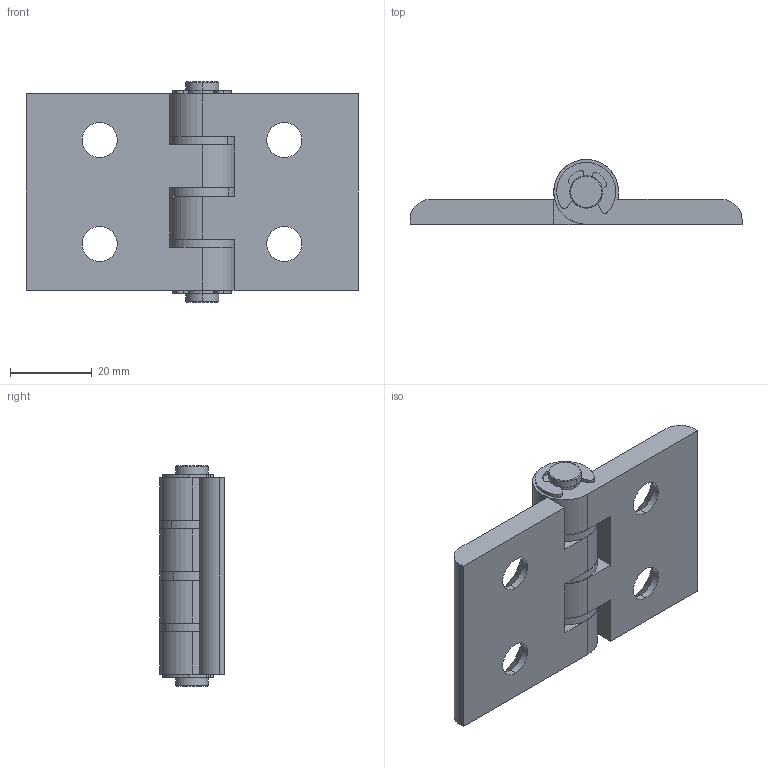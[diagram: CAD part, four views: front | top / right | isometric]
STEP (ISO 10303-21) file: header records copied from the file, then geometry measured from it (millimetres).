
FILE_DESCRIPTION (( 'STEP AP214' ), '1' );
FILE_NAME ('A341 Ïåòëÿ àëþìèíèåâàÿ 40x50.STEP', '2019-05-17T13:35:56', ( 'Ïîëüçîâàòåëü Windows' ), ( '' ), 'SwSTEP 2.0', 'SolidWorks 2018', '' );
FILE_SCHEMA (( 'AUTOMOTIVE_DESIGN' ));
Length unit declared in the file: millimetre
Products named in the file (6): Îñíîâàíèå ïåòëè_30; 砑僔蠂縺_00; Ïðîêëàäêà ïåòëè_00; Îñíîâàíèå ïåòëè_35; 栺歑緪薤 櫇襛醂00; A341 Ïåòëÿ àëþìèíèåâàÿ 40x50
Assembly tree (8 placements, depth 2):
  A341 Ïåòëÿ àëþìèíèåâàÿ 40x50
    Îñíîâàíèå ïåòëè_30
    栺歑緪薤 櫇襛醂00
    砑僔蠂縺_00  x2
    Îñíîâàíèå ïåòëè_35
    Ïðîêëàäêà ïåòëè_00  x3
Bounding box: 81.15 x 15.85 x 53.8 mm (x, y, z)
Volume: 25985.1 mm3; surface area: 15161.9 mm2
Topology: 8 solids, 8 shells, 152 faces, 390 edges, 256 vertices
Faces by surface type: cylinder 82, plane 46, cone 12, bspline 12
Entity records: 3663 total; most frequent: CARTESIAN_POINT 659, DIRECTION 621, ORIENTED_EDGE 558, EDGE_CURVE 279, AXIS2_PLACEMENT_3D 240, VERTEX_POINT 182, VECTOR 141, LINE 141
